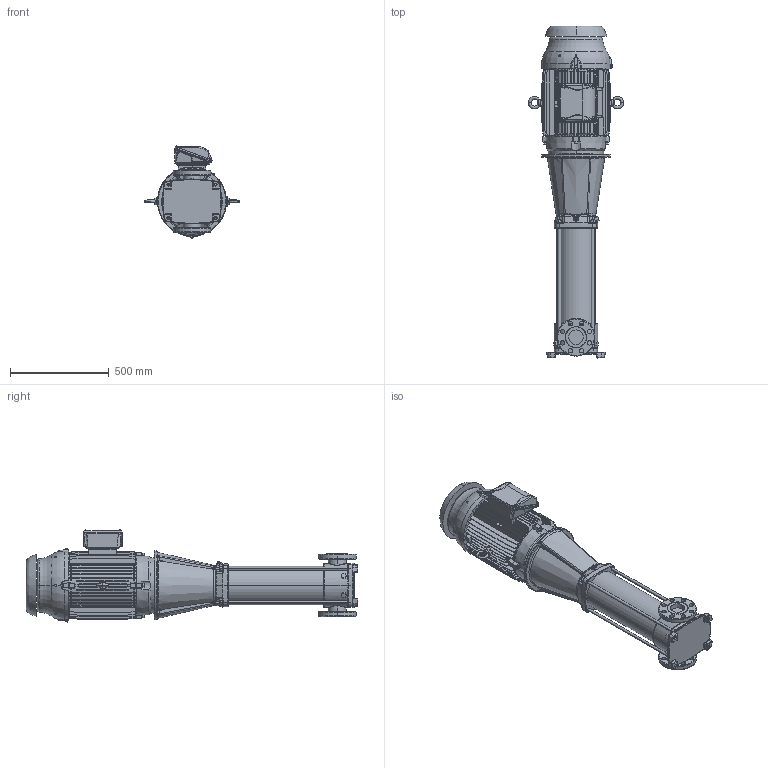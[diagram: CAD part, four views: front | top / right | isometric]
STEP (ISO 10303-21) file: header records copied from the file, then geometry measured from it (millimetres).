
FILE_DESCRIPTION (( 'STEP AP203' ), '1' );
FILE_NAME ('3303105 - MVI-160-7 -30 HP-286TSC-304-E-230_460~3.step', '2022-03-30T18:56:45', ( '' ), ( '' ), 'SwSTEP 2.0', 'SolidWorks 2021', '' );
FILE_SCHEMA (( 'CONFIG_CONTROL_DESIGN' ));
Length unit declared in the file: inch
Products named in the file (5): sbi_n_32-7_flange(NEMA); 3303105 - MVI-160-7 -30 HP-286TSC-304-E-230_460~3; 2704071 - NEMA V2 30HP 284_6TSC 230_460~3 TEFC; TEFC MOTOR_2704071 - NEMA V2 30HP 284_6TSC 230_460~3 TEFC; MVI PEO - [304-EPDM]_3304105 - MVI-160-7-30 HP-286TSC-304-E-S
Assembly tree (4 placements, depth 3):
  3303105 - MVI-160-7 -30 HP-286TSC-304-E-230_460~3
    MVI PEO - [304-EPDM]_3304105 - MVI-160-7-30 HP-286TSC-304-E-S
      sbi_n_32-7_flange(NEMA)
    TEFC MOTOR_2704071 - NEMA V2 30HP 284_6TSC 230_460~3 TEFC
      2704071 - NEMA V2 30HP 284_6TSC 230_460~3 TEFC
Bounding box: 483 x 1684.3 x 466.9 mm (x, y, z)
Volume: 94123559.4 mm3; surface area: 3297119.1 mm2
Topology: 4 solids, 17 shells, 2525 faces, 6668 edges, 4274 vertices
Faces by surface type: plane 937, cylinder 822, bspline 411, cone 314, torus 31, sphere 10
Entity records: 111164 total; most frequent: CARTESIAN_POINT 52107, ORIENTED_EDGE 13238, DIRECTION 10992, EDGE_CURVE 6619, VERTEX_POINT 4270, AXIS2_PLACEMENT_3D 4251, EDGE_LOOP 2725, ADVANCED_FACE 2525
